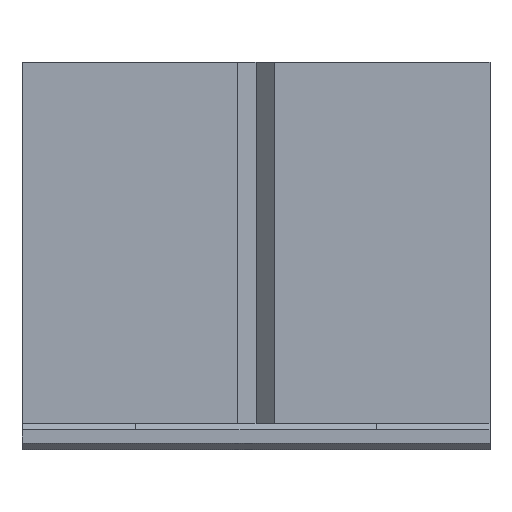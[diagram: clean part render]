
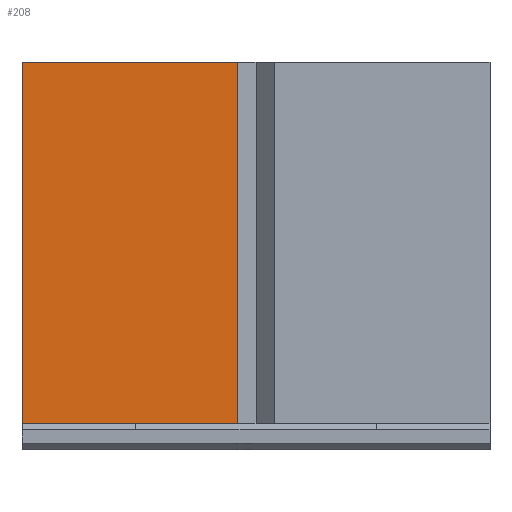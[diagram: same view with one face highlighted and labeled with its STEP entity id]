
A CAD part, front view. The second image highlights one B-rep face of the part: STEP entity #208.
In plain terms, the highlighted planar face has unit normal (0, -1, 0).
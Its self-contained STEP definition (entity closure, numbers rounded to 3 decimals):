
#208 = ADVANCED_FACE( '', ( #297 ), #298, .F. );
#297 = FACE_OUTER_BOUND( '', #558, .T. );
#298 = PLANE( '', #559 );
#558 = EDGE_LOOP( '', ( #881, #882, #883, #884 ) );
#559 = AXIS2_PLACEMENT_3D( '', #885, #886, #887 );
#881 = ORIENTED_EDGE( '', *, *, #1088, .F. );
#882 = ORIENTED_EDGE( '', *, *, #1089, .T. );
#883 = ORIENTED_EDGE( '', *, *, #1090, .T. );
#884 = ORIENTED_EDGE( '', *, *, #1091, .T. );
#885 = CARTESIAN_POINT( '', ( 17.5, -15.656, 27.5 ) );
#886 = DIRECTION( '', ( 0., 1., 0. ) );
#887 = DIRECTION( '', ( 0., 0., 1. ) );
#1088 = EDGE_CURVE( '', #1263, #1264, #1265, .T. );
#1089 = EDGE_CURVE( '', #1263, #1266, #1267, .T. );
#1090 = EDGE_CURVE( '', #1266, #1268, #1269, .T. );
#1091 = EDGE_CURVE( '', #1268, #1264, #1270, .T. );
#1263 = VERTEX_POINT( '', #1894 );
#1264 = VERTEX_POINT( '', #1895 );
#1265 = LINE( '', #1896, #1897 );
#1266 = VERTEX_POINT( '', #1898 );
#1267 = LINE( '', #1899, #1900 );
#1268 = VERTEX_POINT( '', #1901 );
#1269 = LINE( '', #1902, #1903 );
#1270 = LINE( '', #1904, #1905 );
#1894 = CARTESIAN_POINT( '', ( -1.41, -15.656, 0.5 ) );
#1895 = CARTESIAN_POINT( '', ( -17.5, -15.656, 0.5 ) );
#1896 = CARTESIAN_POINT( '', ( 17.5, -15.656, 0.5 ) );
#1897 = VECTOR( '', #2072, 1000. );
#1898 = CARTESIAN_POINT( '', ( -1.41, -15.656, 27.5 ) );
#1899 = CARTESIAN_POINT( '', ( -1.41, -15.656, -35.137 ) );
#1900 = VECTOR( '', #2073, 1000. );
#1901 = CARTESIAN_POINT( '', ( -17.5, -15.656, 27.5 ) );
#1902 = CARTESIAN_POINT( '', ( 17.5, -15.656, 27.5 ) );
#1903 = VECTOR( '', #2074, 1000. );
#1904 = CARTESIAN_POINT( '', ( -17.5, -15.656, 27.5 ) );
#1905 = VECTOR( '', #2075, 1000. );
#2072 = DIRECTION( '', ( -1., 0., 0. ) );
#2073 = DIRECTION( '', ( 0., 0., 1. ) );
#2074 = DIRECTION( '', ( -1., 0., 0. ) );
#2075 = DIRECTION( '', ( 0., 0., -1. ) );
